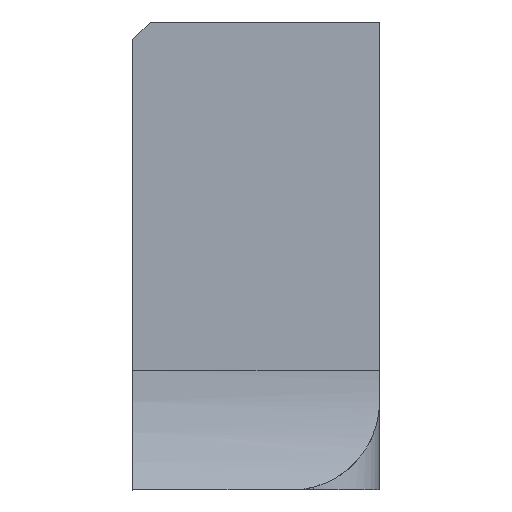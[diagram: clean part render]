
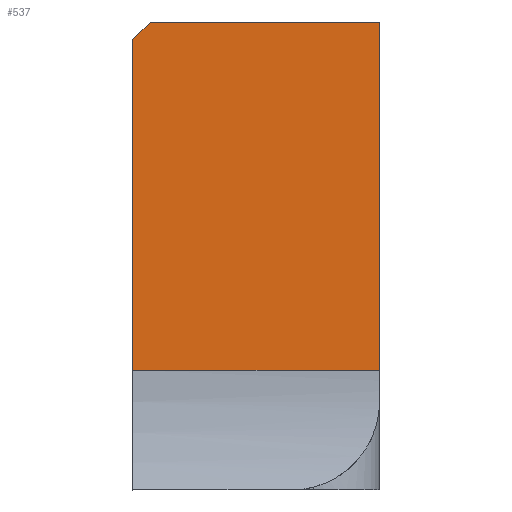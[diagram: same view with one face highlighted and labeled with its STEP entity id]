
A CAD part, left-side view. The second image highlights one B-rep face of the part: STEP entity #537.
In plain terms, the highlighted planar face has unit normal (-1, 0, 0).
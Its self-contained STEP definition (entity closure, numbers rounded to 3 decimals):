
#71=FACE_OUTER_BOUND('',#100,.T.);
#100=EDGE_LOOP('',(#364,#365,#366,#367,#368));
#133=LINE('',#804,#184);
#134=LINE('',#806,#185);
#135=LINE('',#808,#186);
#136=LINE('',#810,#187);
#137=LINE('',#811,#188);
#184=VECTOR('',#643,10.);
#185=VECTOR('',#644,10.);
#186=VECTOR('',#645,10.);
#187=VECTOR('',#646,10.);
#188=VECTOR('',#647,10.);
#235=VERTEX_POINT('',#802);
#236=VERTEX_POINT('',#803);
#237=VERTEX_POINT('',#805);
#238=VERTEX_POINT('',#807);
#239=VERTEX_POINT('',#809);
#286=EDGE_CURVE('',#235,#236,#133,.T.);
#287=EDGE_CURVE('',#237,#235,#134,.T.);
#288=EDGE_CURVE('',#237,#238,#135,.T.);
#289=EDGE_CURVE('',#239,#238,#136,.F.);
#290=EDGE_CURVE('',#236,#239,#137,.T.);
#364=ORIENTED_EDGE('',*,*,#286,.F.);
#365=ORIENTED_EDGE('',*,*,#287,.F.);
#366=ORIENTED_EDGE('',*,*,#288,.T.);
#367=ORIENTED_EDGE('',*,*,#289,.F.);
#368=ORIENTED_EDGE('',*,*,#290,.F.);
#520=PLANE('',#582);
#537=ADVANCED_FACE('',(#71),#520,.T.);
#582=AXIS2_PLACEMENT_3D('',#801,#641,#642);
#641=DIRECTION('center_axis',(-1.,0.,0.));
#642=DIRECTION('ref_axis',(0.,0.,-1.));
#643=DIRECTION('',(0.,-0.707,0.707));
#644=DIRECTION('',(0.,0.,1.));
#645=DIRECTION('',(0.,-1.,0.));
#646=DIRECTION('',(0.,0.,1.));
#647=DIRECTION('',(0.,-1.,0.));
#801=CARTESIAN_POINT('Origin',(-94.5,4.,101.));
#802=CARTESIAN_POINT('',(-94.5,4.8,100.6));
#803=CARTESIAN_POINT('',(-94.5,4.6,100.8));
#804=CARTESIAN_POINT('',(-94.5,4.45,100.95));
#805=CARTESIAN_POINT('',(-94.5,4.8,96.85));
#806=CARTESIAN_POINT('',(-94.5,4.8,99.622));
#807=CARTESIAN_POINT('',(-94.5,2.,96.85));
#808=CARTESIAN_POINT('',(-94.5,4.,96.85));
#809=CARTESIAN_POINT('',(-94.5,2.,100.8));
#810=CARTESIAN_POINT('',(-94.5,2.,99.622));
#811=CARTESIAN_POINT('',(-94.5,4.,100.8));
